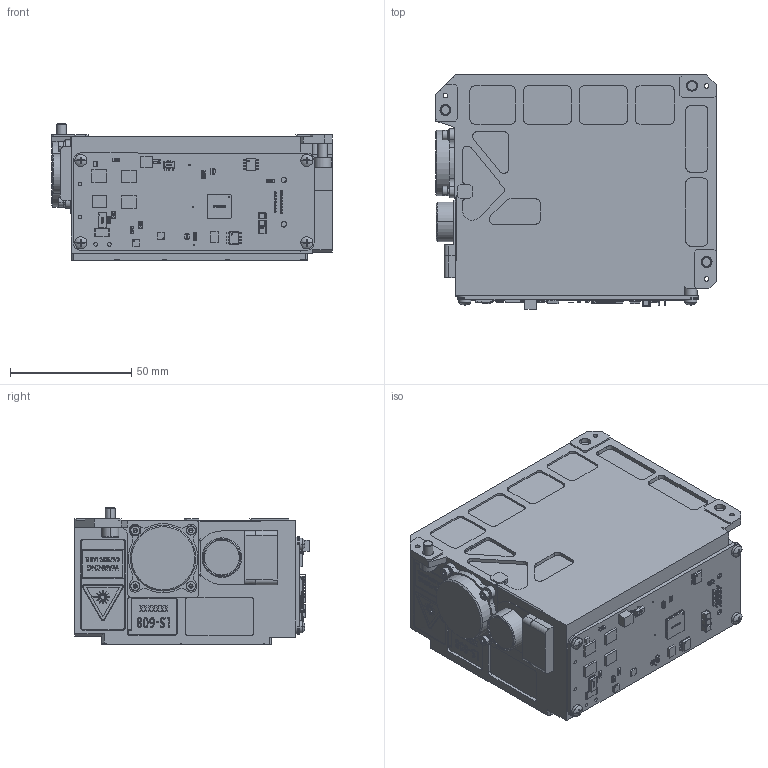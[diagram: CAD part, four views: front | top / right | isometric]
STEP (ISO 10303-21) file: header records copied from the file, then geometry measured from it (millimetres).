
FILE_DESCRIPTION((''),'2;1');
FILE_NAME('LS-608_00_SW0003','2024-08-12T10:39:04',('Administrator'),(''),'CREO PARAMETRIC BY PTC INC, 2020053','CREO PARAMETRIC BY PTC INC, 2020053','');
FILE_SCHEMA(('CONFIG_CONTROL_DESIGN','SHAPE_APPEARANCE_LAYERS_GROUPS'));
Products named in the file (1): LS-608_00_SW0003
Bounding box: 115.5 x 96.4 x 56.1 mm (x, y, z)
Volume: 487462.7 mm3; surface area: 46514.7 mm2
Topology: 23 solids, 23 shells, 3502 faces, 9698 edges, 6451 vertices
Faces by surface type: plane 1915, extrusion 708, cylinder 648, sphere 114, cone 109, torus 8
Entity records: 151765 total; most frequent: CARTESIAN_POINT 45588, ORIENTED_EDGE 19180, DIRECTION 14937, EDGE_CURVE 9590, VECTOR 6633, VERTEX_POINT 6451, LINE 5925, AXIS2_PLACEMENT_3D 4152
